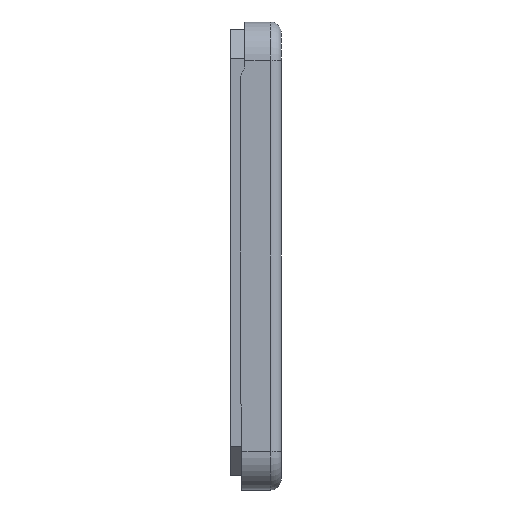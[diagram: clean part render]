
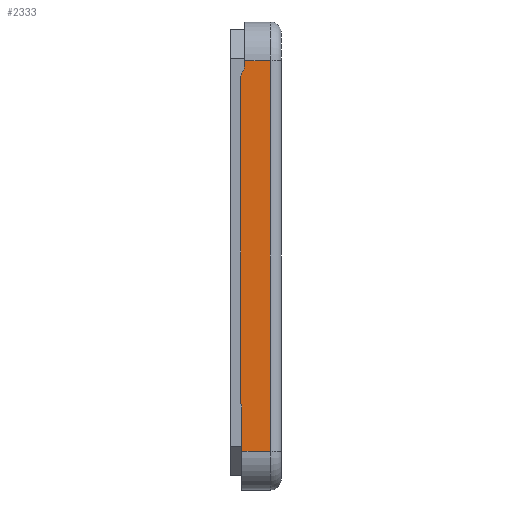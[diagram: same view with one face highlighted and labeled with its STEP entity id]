
A CAD part, left-side view. The second image highlights one B-rep face of the part: STEP entity #2333.
In plain terms, the highlighted planar face has unit normal (-1, 0, 0).
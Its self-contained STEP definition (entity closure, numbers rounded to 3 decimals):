
#99 = VERTEX_POINT ( 'NONE', #3318 ) ;
#101 = DIRECTION ( 'NONE',  ( 0., 0., 1. ) ) ;
#137 = CARTESIAN_POINT ( 'NONE',  ( -25., -23., 42.5 ) ) ;
#252 = VERTEX_POINT ( 'NONE', #2885 ) ;
#389 = CARTESIAN_POINT ( 'NONE',  ( -25., -21., 35.5 ) ) ;
#397 = CIRCLE ( 'NONE', #4021, 2. ) ;
#480 = CARTESIAN_POINT ( 'NONE',  ( -25., -15.81, -35.5 ) ) ;
#600 = VERTEX_POINT ( 'NONE', #1311 ) ;
#698 = VERTEX_POINT ( 'NONE', #4789 ) ;
#742 = DIRECTION ( 'NONE',  ( 0., 1., 0. ) ) ;
#765 = LINE ( 'NONE', #5052, #3732 ) ;
#831 = DIRECTION ( 'NONE',  ( -1., 0., 0. ) ) ;
#857 = PLANE ( 'NONE',  #3183 ) ;
#896 = LINE ( 'NONE', #1340, #1201 ) ;
#1125 = CIRCLE ( 'NONE', #1785, 2. ) ;
#1197 = DIRECTION ( 'NONE',  ( 0., 0., 1. ) ) ;
#1201 = VECTOR ( 'NONE', #3207, 1000. ) ;
#1219 = DIRECTION ( 'NONE',  ( -1., 0., 0. ) ) ;
#1276 = LINE ( 'NONE', #2805, #4156 ) ;
#1311 = CARTESIAN_POINT ( 'NONE',  ( -25., -21., -35.5 ) ) ;
#1340 = CARTESIAN_POINT ( 'NONE',  ( -25., -16.33, 42.5 ) ) ;
#1369 = AXIS2_PLACEMENT_3D ( 'NONE', #1536, #1515, #1197 ) ;
#1439 = DIRECTION ( 'NONE',  ( 0., 0., 1. ) ) ;
#1515 = DIRECTION ( 'NONE',  ( 1., 0., 0. ) ) ;
#1525 = CARTESIAN_POINT ( 'NONE',  ( -25., -16.33, 35.5 ) ) ;
#1536 = CARTESIAN_POINT ( 'NONE',  ( -25., -17.59, -26.346 ) ) ;
#1655 = VERTEX_POINT ( 'NONE', #389 ) ;
#1707 = VERTEX_POINT ( 'NONE', #1525 ) ;
#1719 = ORIENTED_EDGE ( 'NONE', *, *, #3768, .F. ) ;
#1761 = LINE ( 'NONE', #2585, #3533 ) ;
#1785 = AXIS2_PLACEMENT_3D ( 'NONE', #3750, #3825, #1439 ) ;
#1879 = ORIENTED_EDGE ( 'NONE', *, *, #4667, .F. ) ;
#1909 = VERTEX_POINT ( 'NONE', #480 ) ;
#2055 = ORIENTED_EDGE ( 'NONE', *, *, #3461, .F. ) ;
#2069 = VERTEX_POINT ( 'NONE', #3425 ) ;
#2214 = CARTESIAN_POINT ( 'NONE',  ( -25., -15.59, -26.346 ) ) ;
#2247 = LINE ( 'NONE', #3703, #4492 ) ;
#2291 = LINE ( 'NONE', #5102, #3589 ) ;
#2333 = ADVANCED_FACE ( 'NONE', ( #3205 ), #857, .T. ) ;
#2365 = VERTEX_POINT ( 'NONE', #2214 ) ;
#2478 = EDGE_LOOP ( 'NONE', ( #1879, #3147, #4084, #2680, #2055, #2546, #3652, #4985, #1719, #4853 ) ) ;
#2517 = DIRECTION ( 'NONE',  ( 0., 0., 1. ) ) ;
#2546 = ORIENTED_EDGE ( 'NONE', *, *, #3615, .F. ) ;
#2585 = CARTESIAN_POINT ( 'NONE',  ( -25., -21., 42.5 ) ) ;
#2680 = ORIENTED_EDGE ( 'NONE', *, *, #4822, .T. ) ;
#2713 = EDGE_CURVE ( 'NONE', #698, #2069, #397, .T. ) ;
#2805 = CARTESIAN_POINT ( 'NONE',  ( -25., -23., -35.5 ) ) ;
#2827 = DIRECTION ( 'NONE',  ( 0., 0., 1. ) ) ;
#2874 = CARTESIAN_POINT ( 'NONE',  ( -25., -16.33, 34.659 ) ) ;
#2885 = CARTESIAN_POINT ( 'NONE',  ( -25., -15.96, 33.5 ) ) ;
#3147 = ORIENTED_EDGE ( 'NONE', *, *, #4952, .T. ) ;
#3183 = AXIS2_PLACEMENT_3D ( 'NONE', #137, #831, #2827 ) ;
#3205 = FACE_OUTER_BOUND ( 'NONE', #2478, .T. ) ;
#3207 = DIRECTION ( 'NONE',  ( 0., 0., 1. ) ) ;
#3226 = EDGE_CURVE ( 'NONE', #600, #1655, #1761, .T. ) ;
#3235 = EDGE_CURVE ( 'NONE', #99, #252, #4852, .T. ) ;
#3318 = CARTESIAN_POINT ( 'NONE',  ( -25., -15.59, 32.341 ) ) ;
#3320 = DIRECTION ( 'NONE',  ( 0., 0., 1. ) ) ;
#3425 = CARTESIAN_POINT ( 'NONE',  ( -25., -15.7, -27. ) ) ;
#3461 = EDGE_CURVE ( 'NONE', #3865, #1707, #896, .T. ) ;
#3533 = VECTOR ( 'NONE', #2517, 1000. ) ;
#3589 = VECTOR ( 'NONE', #4250, 1000. ) ;
#3615 = EDGE_CURVE ( 'NONE', #252, #3865, #1125, .T. ) ;
#3652 = ORIENTED_EDGE ( 'NONE', *, *, #3235, .F. ) ;
#3680 = EDGE_CURVE ( 'NONE', #2365, #99, #2291, .T. ) ;
#3703 = CARTESIAN_POINT ( 'NONE',  ( -25., -15.81, 42.5 ) ) ;
#3732 = VECTOR ( 'NONE', #742, 1000. ) ;
#3750 = CARTESIAN_POINT ( 'NONE',  ( -25., -14.33, 34.659 ) ) ;
#3768 = EDGE_CURVE ( 'NONE', #2069, #2365, #4997, .T. ) ;
#3825 = DIRECTION ( 'NONE',  ( -1., 0., 0. ) ) ;
#3865 = VERTEX_POINT ( 'NONE', #2874 ) ;
#4012 = DIRECTION ( 'NONE',  ( 0., -1., 0. ) ) ;
#4021 = AXIS2_PLACEMENT_3D ( 'NONE', #4764, #1219, #101 ) ;
#4082 = DIRECTION ( 'NONE',  ( 1., 0., 0. ) ) ;
#4084 = ORIENTED_EDGE ( 'NONE', *, *, #3226, .T. ) ;
#4156 = VECTOR ( 'NONE', #4012, 1000. ) ;
#4200 = AXIS2_PLACEMENT_3D ( 'NONE', #4884, #4082, #4933 ) ;
#4250 = DIRECTION ( 'NONE',  ( 0., 0., 1. ) ) ;
#4492 = VECTOR ( 'NONE', #3320, 1000. ) ;
#4667 = EDGE_CURVE ( 'NONE', #1909, #698, #2247, .T. ) ;
#4764 = CARTESIAN_POINT ( 'NONE',  ( -25., -13.81, -27.654 ) ) ;
#4789 = CARTESIAN_POINT ( 'NONE',  ( -25., -15.81, -27.654 ) ) ;
#4822 = EDGE_CURVE ( 'NONE', #1655, #1707, #765, .T. ) ;
#4852 = CIRCLE ( 'NONE', #4200, 2. ) ;
#4853 = ORIENTED_EDGE ( 'NONE', *, *, #2713, .F. ) ;
#4884 = CARTESIAN_POINT ( 'NONE',  ( -25., -17.59, 32.341 ) ) ;
#4933 = DIRECTION ( 'NONE',  ( 0., 0., 1. ) ) ;
#4952 = EDGE_CURVE ( 'NONE', #1909, #600, #1276, .T. ) ;
#4985 = ORIENTED_EDGE ( 'NONE', *, *, #3680, .F. ) ;
#4997 = CIRCLE ( 'NONE', #1369, 2. ) ;
#5052 = CARTESIAN_POINT ( 'NONE',  ( -25., -23., 35.5 ) ) ;
#5102 = CARTESIAN_POINT ( 'NONE',  ( -25., -15.59, 42.5 ) ) ;
